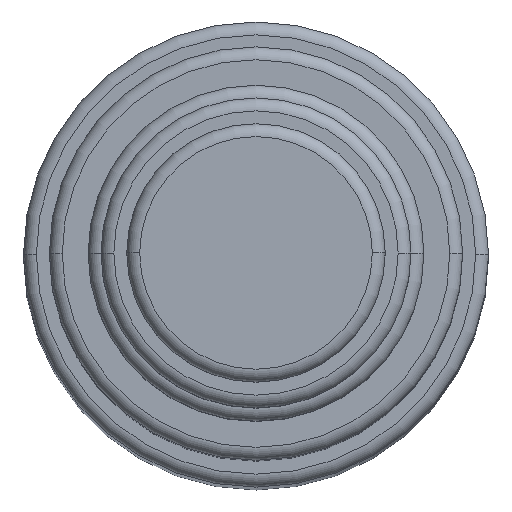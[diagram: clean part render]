
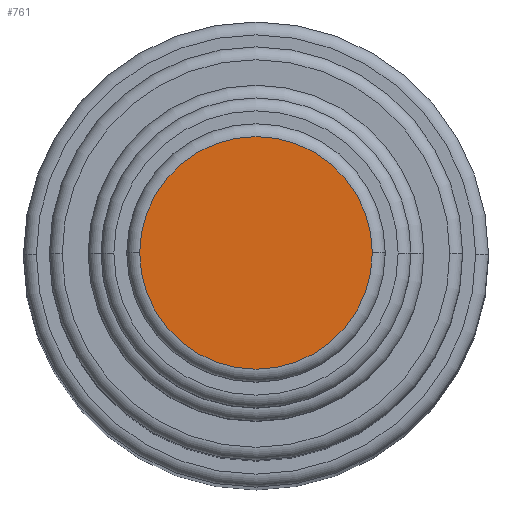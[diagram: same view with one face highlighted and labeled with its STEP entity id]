
A CAD part, top view. The second image highlights one B-rep face of the part: STEP entity #761.
In plain terms, the highlighted planar face has unit normal (0, 0, 1).
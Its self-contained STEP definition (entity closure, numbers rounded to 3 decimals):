
#242=CARTESIAN_POINT('',(0.,0.,101.));
#243=DIRECTION('',(0.,0.,1.));
#244=DIRECTION('',(-1.,0.,0.));
#245=AXIS2_PLACEMENT_3D('',#242,#243,#244);
#247=CARTESIAN_POINT('',(0.,0.,101.));
#248=DIRECTION('',(0.,0.,1.));
#249=DIRECTION('',(1.,0.,0.));
#250=AXIS2_PLACEMENT_3D('',#247,#248,#249);
#362=CARTESIAN_POINT('',(-4.5,0.,101.));
#363=CARTESIAN_POINT('',(4.5,0.,101.));
#364=VERTEX_POINT('',#362);
#365=VERTEX_POINT('',#363);
#751=CARTESIAN_POINT('',(0.,0.,101.));
#752=DIRECTION('',(0.,0.,1.));
#753=DIRECTION('',(1.,0.,0.));
#754=AXIS2_PLACEMENT_3D('',#751,#752,#753);
#755=PLANE('',#754);
#757=ORIENTED_EDGE('',*,*,#756,.F.);
#758=ORIENTED_EDGE('',*,*,#734,.F.);
#759=EDGE_LOOP('',(#757,#758));
#760=FACE_OUTER_BOUND('',#759,.F.);
#761=ADVANCED_FACE('',(#760),#755,.T.);
#246=CIRCLE('',#245,4.5);
#251=CIRCLE('',#250,4.5);
#734=EDGE_CURVE('',#365,#364,#251,.T.);
#756=EDGE_CURVE('',#364,#365,#246,.T.);
